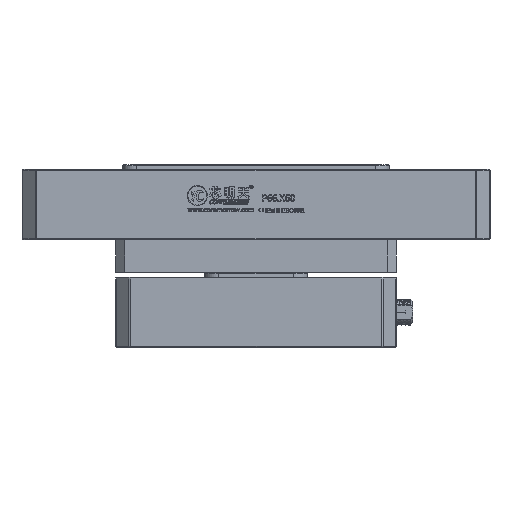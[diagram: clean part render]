
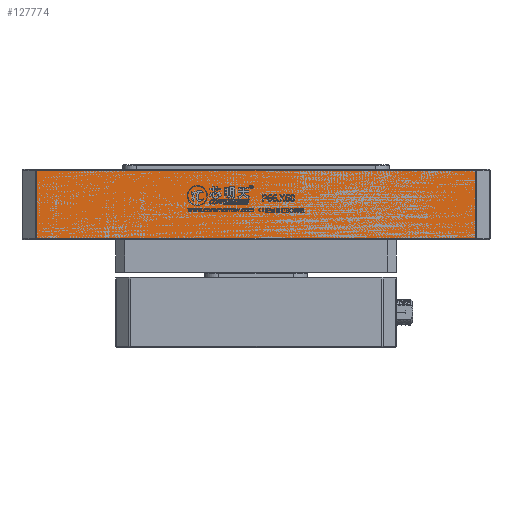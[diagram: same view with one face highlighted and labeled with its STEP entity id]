
A CAD part, left-side view. The second image highlights one B-rep face of the part: STEP entity #127774.
In plain terms, the highlighted face is planar.
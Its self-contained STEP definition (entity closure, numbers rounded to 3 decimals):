
#5147 = CARTESIAN_POINT ( 'NONE',  ( 46.8, -30., 0.2 ) ) ;
#8829 = CARTESIAN_POINT ( 'NONE',  ( 46.8, -30., 14.8 ) ) ;
#12835 = DIRECTION ( 'NONE',  ( 1., 0., 0. ) ) ;
#22037 = DIRECTION ( 'NONE',  ( 0., 0., 1. ) ) ;
#23488 = VECTOR ( 'NONE', #22037, 1000. ) ;
#24913 = VERTEX_POINT ( 'NONE', #128063 ) ;
#30666 = EDGE_CURVE ( 'NONE', #82849, #62502, #53498, .T. ) ;
#31116 = ORIENTED_EDGE ( 'NONE', *, *, #67052, .T. ) ;
#41132 = EDGE_CURVE ( 'NONE', #24913, #82849, #126926, .T. ) ;
#46487 = ORIENTED_EDGE ( 'NONE', *, *, #30666, .T. ) ;
#50978 = DIRECTION ( 'NONE',  ( 0., 0., 1. ) ) ;
#51448 = CARTESIAN_POINT ( 'NONE',  ( -47., -30., 14.8 ) ) ;
#53498 = LINE ( 'NONE', #83399, #23488 ) ;
#60569 = ORIENTED_EDGE ( 'NONE', *, *, #111330, .T. ) ;
#62502 = VERTEX_POINT ( 'NONE', #8829 ) ;
#63019 = ORIENTED_EDGE ( 'NONE', *, *, #41132, .T. ) ;
#63841 = AXIS2_PLACEMENT_3D ( 'NONE', #101426, #111620, #50978 ) ;
#66053 = VECTOR ( 'NONE', #115512, 1000. ) ;
#67052 = EDGE_CURVE ( 'NONE', #62502, #113778, #93970, .T. ) ;
#71349 = DIRECTION ( 'NONE',  ( -1., 0., 0. ) ) ;
#73003 = VECTOR ( 'NONE', #12835, 1000. ) ;
#82849 = VERTEX_POINT ( 'NONE', #5147 ) ;
#83399 = CARTESIAN_POINT ( 'NONE',  ( 46.8, -30., 15. ) ) ;
#84773 = FACE_OUTER_BOUND ( 'NONE', #109078, .T. ) ;
#85922 = CARTESIAN_POINT ( 'NONE',  ( -46.8, -30., 14.8 ) ) ;
#91174 = PLANE ( 'NONE',  #63841 ) ;
#93293 = CARTESIAN_POINT ( 'NONE',  ( 47., -30., 0.2 ) ) ;
#93970 = LINE ( 'NONE', #51448, #117799 ) ;
#95109 = CARTESIAN_POINT ( 'NONE',  ( -46.8, -30., 0. ) ) ;
#101426 = CARTESIAN_POINT ( 'NONE',  ( -50., -30., 16. ) ) ;
#109078 = EDGE_LOOP ( 'NONE', ( #46487, #31116, #60569, #63019 ) ) ;
#111330 = EDGE_CURVE ( 'NONE', #113778, #24913, #119933, .T. ) ;
#111620 = DIRECTION ( 'NONE',  ( 0., 1., 0. ) ) ;
#113778 = VERTEX_POINT ( 'NONE', #85922 ) ;
#115512 = DIRECTION ( 'NONE',  ( 0., 0., -1. ) ) ;
#117799 = VECTOR ( 'NONE', #71349, 1000. ) ;
#119933 = LINE ( 'NONE', #95109, #66053 ) ;
#126926 = LINE ( 'NONE', #93293, #73003 ) ;
#127774 = ADVANCED_FACE ( 'NONE', ( #84773 ), #91174, .F. ) ;
#128063 = CARTESIAN_POINT ( 'NONE',  ( -46.8, -30., 0.2 ) ) ;
